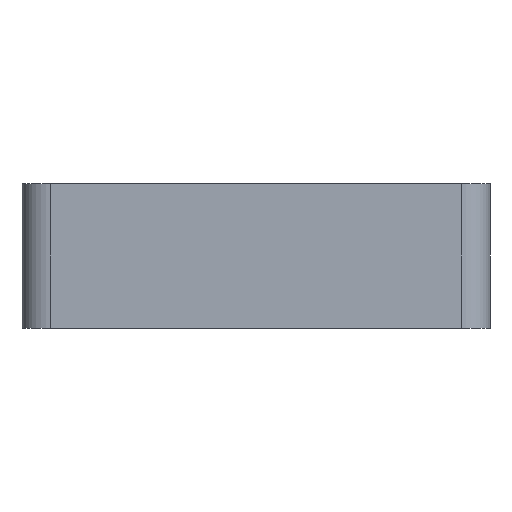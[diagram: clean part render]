
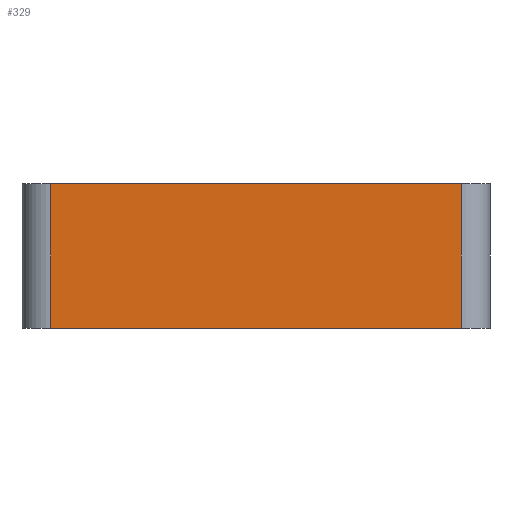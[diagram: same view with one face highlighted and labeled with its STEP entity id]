
A CAD part, left-side view. The second image highlights one B-rep face of the part: STEP entity #329.
In plain terms, the highlighted planar face has unit normal (-1, 0, 0).
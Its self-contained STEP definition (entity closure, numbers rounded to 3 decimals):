
#17=PLANE('',#377);
#29=FACE_OUTER_BOUND('',#47,.T.);
#47=EDGE_LOOP('',(#249,#250,#251,#252));
#72=LINE('',#541,#104);
#73=LINE('',#545,#105);
#74=LINE('',#549,#106);
#75=LINE('',#550,#107);
#104=VECTOR('',#432,10.);
#105=VECTOR('',#437,10.);
#106=VECTOR('',#442,10.);
#107=VECTOR('',#443,10.);
#158=VERTEX_POINT('',#538);
#159=VERTEX_POINT('',#540);
#160=VERTEX_POINT('',#544);
#161=VERTEX_POINT('',#548);
#192=EDGE_CURVE('',#158,#159,#72,.T.);
#194=EDGE_CURVE('',#159,#160,#73,.T.);
#196=EDGE_CURVE('',#161,#158,#74,.T.);
#197=EDGE_CURVE('',#160,#161,#75,.T.);
#249=ORIENTED_EDGE('',*,*,#194,.F.);
#250=ORIENTED_EDGE('',*,*,#192,.F.);
#251=ORIENTED_EDGE('',*,*,#196,.F.);
#252=ORIENTED_EDGE('',*,*,#197,.F.);
#329=ADVANCED_FACE('',(#29),#17,.T.);
#377=AXIS2_PLACEMENT_3D('',#547,#440,#441);
#432=DIRECTION('',(0.,1.,0.));
#437=DIRECTION('',(0.,0.,1.));
#440=DIRECTION('center_axis',(-1.,0.,0.));
#441=DIRECTION('ref_axis',(0.,1.,0.));
#442=DIRECTION('',(0.,0.,-1.));
#443=DIRECTION('',(0.,-1.,0.));
#538=CARTESIAN_POINT('',(-37.18,-13.71,-10.));
#540=CARTESIAN_POINT('',(-37.18,14.731,-10.));
#541=CARTESIAN_POINT('',(-37.18,16.731,-10.));
#544=CARTESIAN_POINT('',(-37.18,14.731,0.));
#545=CARTESIAN_POINT('',(-37.18,14.731,0.));
#547=CARTESIAN_POINT('Origin',(-37.18,-15.71,0.));
#548=CARTESIAN_POINT('',(-37.18,-13.71,0.));
#549=CARTESIAN_POINT('',(-37.18,-13.71,0.));
#550=CARTESIAN_POINT('',(-37.18,16.731,0.));
